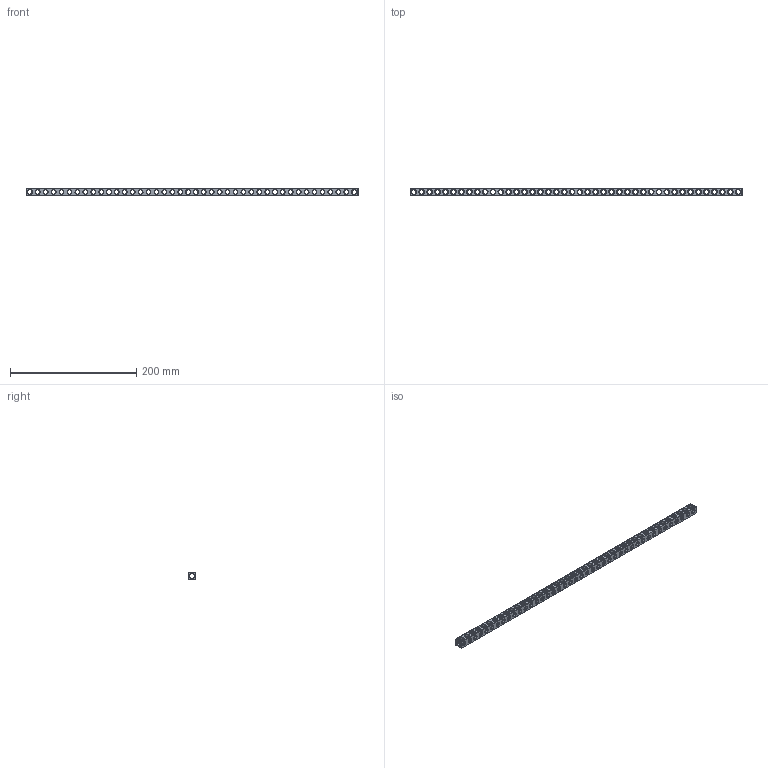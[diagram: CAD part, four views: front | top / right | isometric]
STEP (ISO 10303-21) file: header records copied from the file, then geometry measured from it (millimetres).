
FILE_DESCRIPTION(('FreeCAD Model'),'2;1');
FILE_NAME('Open CASCADE Shape Model','2021-05-30T22:21:31',( 'Paulo Kiefe'),('STEMFIE.org'),'Open CASCADE STEP processor 7.4', 'FreeCAD','Unknown');
FILE_SCHEMA(('AUTOMOTIVE_DESIGN { 1 0 10303 214 1 1 1 1 }'));
Products named in the file (1): Beam_STR_ESS_BU42x01x01_-_SPN-BEM-0079_(stemfie.org)
Bounding box: 525 x 12.5 x 12.5 mm (x, y, z)
Volume: 41000.8 mm3; surface area: 36626.8 mm2
Topology: 1 solids, 1 shells, 912 faces, 3004 edges, 2002 vertices
Faces by surface type: plane 375, cylinder 253, cone 170, extrusion 114
Full cylindrical faces by diameter (mm): 7 x211, 9.2 x42
Entity records: 87086 total; most frequent: CARTESIAN_POINT 30980, DIRECTION 9527, ORIENTED_EDGE 6008, PCURVE 6008, DEFINITIONAL_REPRESENTATION 6008, VECTOR 5106, LINE 4992, EDGE_CURVE 3004
